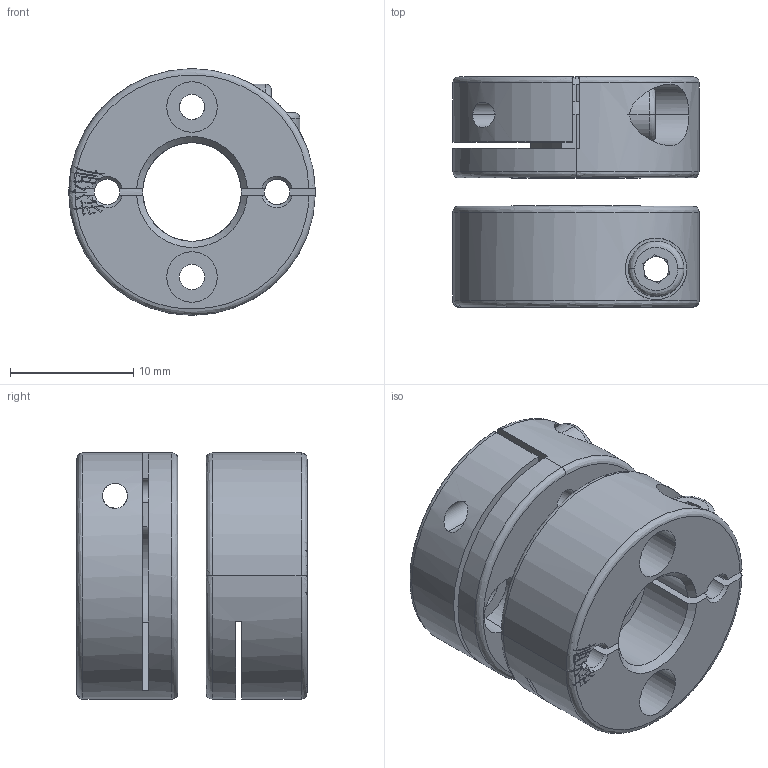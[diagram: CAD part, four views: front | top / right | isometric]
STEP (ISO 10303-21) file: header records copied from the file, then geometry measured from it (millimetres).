
FILE_DESCRIPTION (( 'STEP AP203' ), '1' );
FILE_NAME ('U20-18.7-8-8-2.5.STEP', '2020-05-05T09:28:02', ( '微软用户' ), ( '微软中国' ), 'SwSTEP 2.0', 'SolidWorks 2016', '' );
FILE_SCHEMA (( 'CONFIG_CONTROL_DESIGN' ));
Length unit declared in the file: millimetre
Products named in the file (3): U20-11.5-6_1; U20-11.5-8_1; U20-18.7-8-8-2.5
Assembly tree (2 placements, depth 2):
  U20-18.7-8-8-2.5
    U20-11.5-6_1
    U20-11.5-8_1
Bounding box: 20 x 18.7 x 20 mm (x, y, z)
Volume: 3391 mm3; surface area: 3709.5 mm2
Topology: 2 solids, 2 shells, 392 faces, 1152 edges, 764 vertices
Faces by surface type: plane 224, bspline 88, cylinder 62, cone 18
Entity records: 17049 total; most frequent: CARTESIAN_POINT 6967, ORIENTED_EDGE 2304, DIRECTION 1648, EDGE_CURVE 1152, VERTEX_POINT 764, LINE 670, VECTOR 670, AXIS2_PLACEMENT_3D 489
